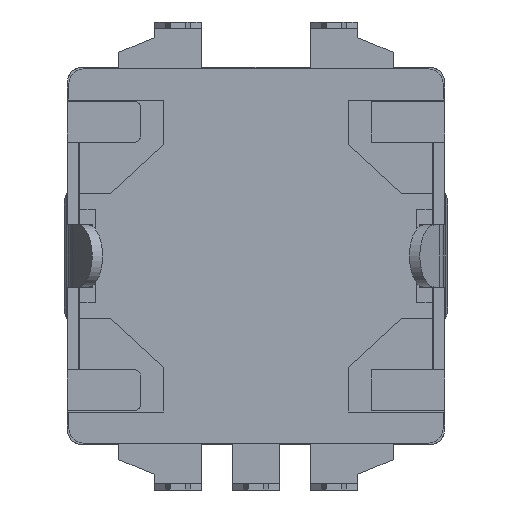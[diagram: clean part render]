
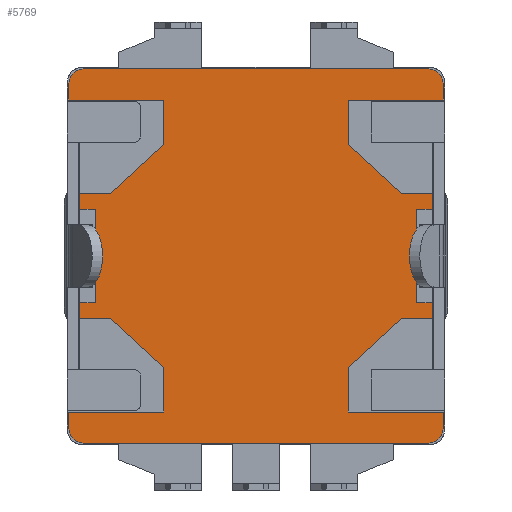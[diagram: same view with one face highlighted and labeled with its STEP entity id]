
A CAD part, front view. The second image highlights one B-rep face of the part: STEP entity #5769.
In plain terms, the highlighted planar face has unit normal (0, -1, 0).
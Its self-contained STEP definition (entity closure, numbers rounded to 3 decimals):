
#173=CIRCLE('',#6145,0.5);
#174=CIRCLE('',#6146,0.5);
#175=CIRCLE('',#6147,0.5);
#176=CIRCLE('',#6148,0.5);
#345=FACE_OUTER_BOUND('',#641,.T.);
#641=EDGE_LOOP('',(#4421,#4422,#4423,#4424,#4425,#4426,#4427,#4428,#4429,
#4430,#4431,#4432,#4433,#4434,#4435,#4436,#4437,#4438,#4439,#4440,#4441,
#4442,#4443,#4444,#4445,#4446,#4447,#4448,#4449,#4450,#4451,#4452,#4453,
#4454,#4455,#4456));
#1056=LINE('',#8433,#1754);
#1064=LINE('',#8449,#1762);
#1098=LINE('',#8517,#1796);
#1100=LINE('',#8522,#1798);
#1106=LINE('',#8535,#1804);
#1109=LINE('',#8540,#1807);
#1116=LINE('',#8553,#1814);
#1274=LINE('',#8903,#1972);
#1280=LINE('',#8913,#1978);
#1307=LINE('',#8967,#2005);
#1308=LINE('',#8971,#2006);
#1309=LINE('',#8973,#2007);
#1310=LINE('',#8975,#2008);
#1311=LINE('',#8977,#2009);
#1312=LINE('',#8978,#2010);
#1313=LINE('',#8980,#2011);
#1314=LINE('',#8982,#2012);
#1315=LINE('',#8983,#2013);
#1316=LINE('',#8985,#2014);
#1317=LINE('',#8987,#2015);
#1318=LINE('',#8988,#2016);
#1319=LINE('',#8992,#2017);
#1320=LINE('',#8994,#2018);
#1321=LINE('',#8995,#2019);
#1322=LINE('',#8997,#2020);
#1323=LINE('',#8999,#2021);
#1324=LINE('',#9000,#2022);
#1325=LINE('',#9002,#2023);
#1326=LINE('',#9004,#2024);
#1327=LINE('',#9006,#2025);
#1328=LINE('',#9008,#2026);
#1329=LINE('',#9010,#2027);
#1754=VECTOR('',#6873,1000.);
#1762=VECTOR('',#6881,1000.);
#1796=VECTOR('',#6933,1000.);
#1798=VECTOR('',#6937,1000.);
#1804=VECTOR('',#6945,1000.);
#1807=VECTOR('',#6950,1000.);
#1814=VECTOR('',#6959,1000.);
#1972=VECTOR('',#7209,1000.);
#1978=VECTOR('',#7215,1000.);
#2005=VECTOR('',#7256,1000.);
#2006=VECTOR('',#7259,1000.);
#2007=VECTOR('',#7260,1000.);
#2008=VECTOR('',#7261,1000.);
#2009=VECTOR('',#7262,1000.);
#2010=VECTOR('',#7263,1000.);
#2011=VECTOR('',#7264,1000.);
#2012=VECTOR('',#7265,1000.);
#2013=VECTOR('',#7266,1000.);
#2014=VECTOR('',#7267,1000.);
#2015=VECTOR('',#7268,1000.);
#2016=VECTOR('',#7269,1000.);
#2017=VECTOR('',#7274,1000.);
#2018=VECTOR('',#7275,1000.);
#2019=VECTOR('',#7276,1000.);
#2020=VECTOR('',#7277,1000.);
#2021=VECTOR('',#7278,1000.);
#2022=VECTOR('',#7279,1000.);
#2023=VECTOR('',#7280,1000.);
#2024=VECTOR('',#7281,1000.);
#2025=VECTOR('',#7282,1000.);
#2026=VECTOR('',#7283,1000.);
#2027=VECTOR('',#7284,1000.);
#2412=VERTEX_POINT('',#8430);
#2413=VERTEX_POINT('',#8432);
#2420=VERTEX_POINT('',#8446);
#2421=VERTEX_POINT('',#8448);
#2445=VERTEX_POINT('',#8514);
#2446=VERTEX_POINT('',#8516);
#2447=VERTEX_POINT('',#8520);
#2448=VERTEX_POINT('',#8521);
#2453=VERTEX_POINT('',#8532);
#2454=VERTEX_POINT('',#8534);
#2455=VERTEX_POINT('',#8539);
#2460=VERTEX_POINT('',#8551);
#2605=VERTEX_POINT('',#8900);
#2606=VERTEX_POINT('',#8902);
#2609=VERTEX_POINT('',#8910);
#2610=VERTEX_POINT('',#8912);
#2629=VERTEX_POINT('',#8965);
#2630=VERTEX_POINT('',#8966);
#2631=VERTEX_POINT('',#8968);
#2632=VERTEX_POINT('',#8970);
#2633=VERTEX_POINT('',#8972);
#2634=VERTEX_POINT('',#8974);
#2635=VERTEX_POINT('',#8976);
#2636=VERTEX_POINT('',#8979);
#2637=VERTEX_POINT('',#8981);
#2638=VERTEX_POINT('',#8984);
#2639=VERTEX_POINT('',#8986);
#2640=VERTEX_POINT('',#8991);
#2641=VERTEX_POINT('',#8993);
#2642=VERTEX_POINT('',#8996);
#2643=VERTEX_POINT('',#8998);
#2644=VERTEX_POINT('',#9001);
#2645=VERTEX_POINT('',#9003);
#2646=VERTEX_POINT('',#9005);
#2647=VERTEX_POINT('',#9007);
#2648=VERTEX_POINT('',#9009);
#3023=EDGE_CURVE('',#2412,#2413,#1056,.T.);
#3031=EDGE_CURVE('',#2420,#2421,#1064,.T.);
#3065=EDGE_CURVE('',#2445,#2446,#1098,.T.);
#3067=EDGE_CURVE('',#2447,#2448,#1100,.T.);
#3073=EDGE_CURVE('',#2453,#2454,#1106,.T.);
#3076=EDGE_CURVE('',#2455,#2446,#1109,.T.);
#3083=EDGE_CURVE('',#2460,#2447,#1116,.T.);
#3264=EDGE_CURVE('',#2606,#2605,#1274,.T.);
#3270=EDGE_CURVE('',#2610,#2609,#1280,.T.);
#3299=EDGE_CURVE('',#2629,#2630,#1307,.T.);
#3300=EDGE_CURVE('',#2629,#2631,#173,.T.);
#3301=EDGE_CURVE('',#2632,#2631,#1308,.T.);
#3302=EDGE_CURVE('',#2633,#2632,#1309,.T.);
#3303=EDGE_CURVE('',#2633,#2634,#1310,.T.);
#3304=EDGE_CURVE('',#2634,#2635,#1311,.T.);
#3305=EDGE_CURVE('',#2635,#2421,#1312,.T.);
#3306=EDGE_CURVE('',#2420,#2636,#1313,.T.);
#3307=EDGE_CURVE('',#2636,#2637,#1314,.T.);
#3308=EDGE_CURVE('',#2637,#2413,#1315,.T.);
#3309=EDGE_CURVE('',#2638,#2412,#1316,.T.);
#3310=EDGE_CURVE('',#2639,#2638,#1317,.T.);
#3311=EDGE_CURVE('',#2455,#2639,#1318,.T.);
#3312=EDGE_CURVE('',#2445,#2454,#174,.T.);
#3313=EDGE_CURVE('',#2453,#2448,#175,.T.);
#3314=EDGE_CURVE('',#2460,#2640,#1319,.T.);
#3315=EDGE_CURVE('',#2640,#2641,#1320,.T.);
#3316=EDGE_CURVE('',#2641,#2610,#1321,.T.);
#3317=EDGE_CURVE('',#2642,#2609,#1322,.T.);
#3318=EDGE_CURVE('',#2643,#2642,#1323,.T.);
#3319=EDGE_CURVE('',#2606,#2643,#1324,.T.);
#3320=EDGE_CURVE('',#2644,#2605,#1325,.T.);
#3321=EDGE_CURVE('',#2645,#2644,#1326,.T.);
#3322=EDGE_CURVE('',#2646,#2645,#1327,.T.);
#3323=EDGE_CURVE('',#2646,#2647,#1328,.T.);
#3324=EDGE_CURVE('',#2648,#2647,#1329,.T.);
#3325=EDGE_CURVE('',#2648,#2630,#176,.T.);
#4421=ORIENTED_EDGE('',*,*,#3299,.F.);
#4422=ORIENTED_EDGE('',*,*,#3300,.T.);
#4423=ORIENTED_EDGE('',*,*,#3301,.F.);
#4424=ORIENTED_EDGE('',*,*,#3302,.F.);
#4425=ORIENTED_EDGE('',*,*,#3303,.T.);
#4426=ORIENTED_EDGE('',*,*,#3304,.T.);
#4427=ORIENTED_EDGE('',*,*,#3305,.T.);
#4428=ORIENTED_EDGE('',*,*,#3031,.F.);
#4429=ORIENTED_EDGE('',*,*,#3306,.T.);
#4430=ORIENTED_EDGE('',*,*,#3307,.T.);
#4431=ORIENTED_EDGE('',*,*,#3308,.T.);
#4432=ORIENTED_EDGE('',*,*,#3023,.F.);
#4433=ORIENTED_EDGE('',*,*,#3309,.F.);
#4434=ORIENTED_EDGE('',*,*,#3310,.F.);
#4435=ORIENTED_EDGE('',*,*,#3311,.F.);
#4436=ORIENTED_EDGE('',*,*,#3076,.T.);
#4437=ORIENTED_EDGE('',*,*,#3065,.F.);
#4438=ORIENTED_EDGE('',*,*,#3312,.T.);
#4439=ORIENTED_EDGE('',*,*,#3073,.F.);
#4440=ORIENTED_EDGE('',*,*,#3313,.T.);
#4441=ORIENTED_EDGE('',*,*,#3067,.F.);
#4442=ORIENTED_EDGE('',*,*,#3083,.F.);
#4443=ORIENTED_EDGE('',*,*,#3314,.T.);
#4444=ORIENTED_EDGE('',*,*,#3315,.T.);
#4445=ORIENTED_EDGE('',*,*,#3316,.T.);
#4446=ORIENTED_EDGE('',*,*,#3270,.T.);
#4447=ORIENTED_EDGE('',*,*,#3317,.F.);
#4448=ORIENTED_EDGE('',*,*,#3318,.F.);
#4449=ORIENTED_EDGE('',*,*,#3319,.F.);
#4450=ORIENTED_EDGE('',*,*,#3264,.T.);
#4451=ORIENTED_EDGE('',*,*,#3320,.F.);
#4452=ORIENTED_EDGE('',*,*,#3321,.F.);
#4453=ORIENTED_EDGE('',*,*,#3322,.F.);
#4454=ORIENTED_EDGE('',*,*,#3323,.T.);
#4455=ORIENTED_EDGE('',*,*,#3324,.F.);
#4456=ORIENTED_EDGE('',*,*,#3325,.T.);
#5281=PLANE('',#6144);
#5769=ADVANCED_FACE('',(#345),#5281,.F.);
#6144=AXIS2_PLACEMENT_3D('',#8964,#7254,#7255);
#6145=AXIS2_PLACEMENT_3D('',#8969,#7257,#7258);
#6146=AXIS2_PLACEMENT_3D('',#8989,#7270,#7271);
#6147=AXIS2_PLACEMENT_3D('',#8990,#7272,#7273);
#6148=AXIS2_PLACEMENT_3D('',#9011,#7285,#7286);
#6873=DIRECTION('',(0.,0.,-1.));
#6881=DIRECTION('',(0.,0.,-1.));
#6933=DIRECTION('',(0.,0.,-1.));
#6937=DIRECTION('',(0.,0.,1.));
#6945=DIRECTION('',(1.,0.,0.));
#6950=DIRECTION('',(1.,0.,0.));
#6959=DIRECTION('',(-1.,0.,0.));
#7209=DIRECTION('',(0.,0.,-1.));
#7215=DIRECTION('',(0.,0.,-1.));
#7254=DIRECTION('center_axis',(0.,1.,0.));
#7255=DIRECTION('ref_axis',(0.,0.,1.));
#7256=DIRECTION('',(-1.,0.,0.));
#7257=DIRECTION('center_axis',(0.,-1.,0.));
#7258=DIRECTION('ref_axis',(0.,0.,1.));
#7259=DIRECTION('',(0.,0.,-1.));
#7260=DIRECTION('',(1.,0.,0.));
#7261=DIRECTION('',(0.,0.,1.));
#7262=DIRECTION('',(0.734,0.,0.679));
#7263=DIRECTION('',(1.,0.,0.));
#7264=DIRECTION('',(-1.,0.,0.));
#7265=DIRECTION('',(0.,0.,1.));
#7266=DIRECTION('',(1.,0.,0.));
#7267=DIRECTION('',(1.,0.,0.));
#7268=DIRECTION('',(0.734,0.,-0.679));
#7269=DIRECTION('',(0.,0.,-1.));
#7270=DIRECTION('center_axis',(0.,-1.,0.));
#7271=DIRECTION('ref_axis',(0.,0.,1.));
#7272=DIRECTION('center_axis',(0.,-1.,0.));
#7273=DIRECTION('ref_axis',(0.,0.,1.));
#7274=DIRECTION('',(0.,0.,-1.));
#7275=DIRECTION('',(-0.734,0.,-0.679));
#7276=DIRECTION('',(-1.,0.,0.));
#7277=DIRECTION('',(-1.,0.,0.));
#7278=DIRECTION('',(0.,0.,1.));
#7279=DIRECTION('',(1.,0.,0.));
#7280=DIRECTION('',(-1.,0.,0.));
#7281=DIRECTION('',(-0.734,0.,0.679));
#7282=DIRECTION('',(0.,0.,1.));
#7283=DIRECTION('',(-1.,0.,0.));
#7284=DIRECTION('',(0.,0.,1.));
#7285=DIRECTION('center_axis',(0.,-1.,0.));
#7286=DIRECTION('ref_axis',(0.,0.,1.));
#8430=CARTESIAN_POINT('',(5.65,0.,2.));
#8432=CARTESIAN_POINT('',(5.65,0.,1.5));
#8433=CARTESIAN_POINT('',(5.65,0.,-5.));
#8446=CARTESIAN_POINT('',(5.65,0.,-1.5));
#8448=CARTESIAN_POINT('',(5.65,0.,-2.));
#8449=CARTESIAN_POINT('',(5.65,0.,-5.));
#8514=CARTESIAN_POINT('',(6.,0.,5.5));
#8516=CARTESIAN_POINT('',(6.,0.,5.));
#8517=CARTESIAN_POINT('',(6.,0.,-6.));
#8520=CARTESIAN_POINT('',(-6.,0.,5.));
#8521=CARTESIAN_POINT('',(-6.,0.,5.5));
#8522=CARTESIAN_POINT('',(-6.,0.,-6.));
#8532=CARTESIAN_POINT('',(-5.5,0.,6.));
#8534=CARTESIAN_POINT('',(5.5,0.,6.));
#8535=CARTESIAN_POINT('',(-6.,0.,6.));
#8539=CARTESIAN_POINT('',(2.95,0.,5.));
#8540=CARTESIAN_POINT('',(5.65,0.,5.));
#8551=CARTESIAN_POINT('',(-2.95,0.,5.));
#8553=CARTESIAN_POINT('',(-5.65,0.,5.));
#8900=CARTESIAN_POINT('',(-5.65,0.,-2.));
#8902=CARTESIAN_POINT('',(-5.65,0.,-1.5));
#8903=CARTESIAN_POINT('',(-5.65,0.,-5.));
#8910=CARTESIAN_POINT('',(-5.65,0.,1.5));
#8912=CARTESIAN_POINT('',(-5.65,0.,2.));
#8913=CARTESIAN_POINT('',(-5.65,0.,-5.));
#8964=CARTESIAN_POINT('Origin',(0.,0.,0.));
#8965=CARTESIAN_POINT('',(5.5,0.,-6.));
#8966=CARTESIAN_POINT('',(-5.5,0.,-6.));
#8967=CARTESIAN_POINT('',(-6.,0.,-6.));
#8968=CARTESIAN_POINT('',(6.,0.,-5.5));
#8969=CARTESIAN_POINT('Origin',(5.5,0.,-5.5));
#8970=CARTESIAN_POINT('',(6.,0.,-5.));
#8971=CARTESIAN_POINT('',(6.,0.,-6.));
#8972=CARTESIAN_POINT('',(2.95,0.,-5.));
#8973=CARTESIAN_POINT('',(5.65,0.,-5.));
#8974=CARTESIAN_POINT('',(2.95,0.,-3.572));
#8975=CARTESIAN_POINT('',(2.95,0.,0.));
#8976=CARTESIAN_POINT('',(4.65,0.,-2.));
#8977=CARTESIAN_POINT('',(3.14,0.,-3.396));
#8978=CARTESIAN_POINT('',(0.,0.,-2.));
#8979=CARTESIAN_POINT('',(5.15,0.,-1.5));
#8980=CARTESIAN_POINT('',(0.,0.,-1.5));
#8981=CARTESIAN_POINT('',(5.15,0.,1.5));
#8982=CARTESIAN_POINT('',(5.15,0.,0.));
#8983=CARTESIAN_POINT('',(0.,0.,1.5));
#8984=CARTESIAN_POINT('',(4.65,0.,2.));
#8985=CARTESIAN_POINT('',(0.,0.,2.));
#8986=CARTESIAN_POINT('',(2.95,0.,3.572));
#8987=CARTESIAN_POINT('',(3.14,0.,3.396));
#8988=CARTESIAN_POINT('',(2.95,0.,0.));
#8989=CARTESIAN_POINT('Origin',(5.5,0.,5.5));
#8990=CARTESIAN_POINT('Origin',(-5.5,0.,5.5));
#8991=CARTESIAN_POINT('',(-2.95,0.,3.572));
#8992=CARTESIAN_POINT('',(-2.95,0.,0.));
#8993=CARTESIAN_POINT('',(-4.65,0.,2.));
#8994=CARTESIAN_POINT('',(-3.14,0.,3.396));
#8995=CARTESIAN_POINT('',(0.,0.,2.));
#8996=CARTESIAN_POINT('',(-5.15,0.,1.5));
#8997=CARTESIAN_POINT('',(0.,0.,1.5));
#8998=CARTESIAN_POINT('',(-5.15,0.,-1.5));
#8999=CARTESIAN_POINT('',(-5.15,0.,0.));
#9000=CARTESIAN_POINT('',(0.,0.,-1.5));
#9001=CARTESIAN_POINT('',(-4.65,0.,-2.));
#9002=CARTESIAN_POINT('',(0.,0.,-2.));
#9003=CARTESIAN_POINT('',(-2.95,0.,-3.572));
#9004=CARTESIAN_POINT('',(-3.14,0.,-3.396));
#9005=CARTESIAN_POINT('',(-2.95,0.,-5.));
#9006=CARTESIAN_POINT('',(-2.95,0.,0.));
#9007=CARTESIAN_POINT('',(-6.,0.,-5.));
#9008=CARTESIAN_POINT('',(-5.65,0.,-5.));
#9009=CARTESIAN_POINT('',(-6.,0.,-5.5));
#9010=CARTESIAN_POINT('',(-6.,0.,-6.));
#9011=CARTESIAN_POINT('Origin',(-5.5,0.,-5.5));
